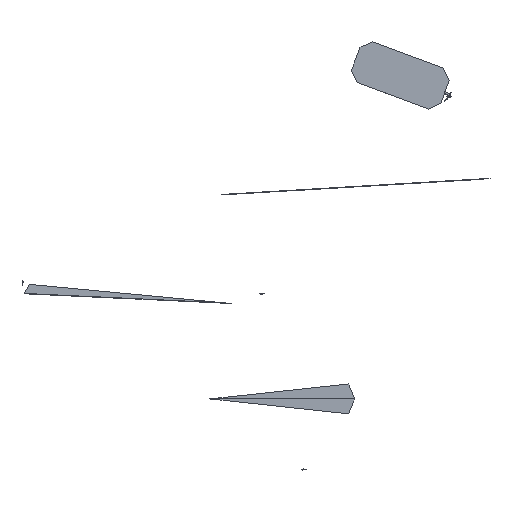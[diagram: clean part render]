
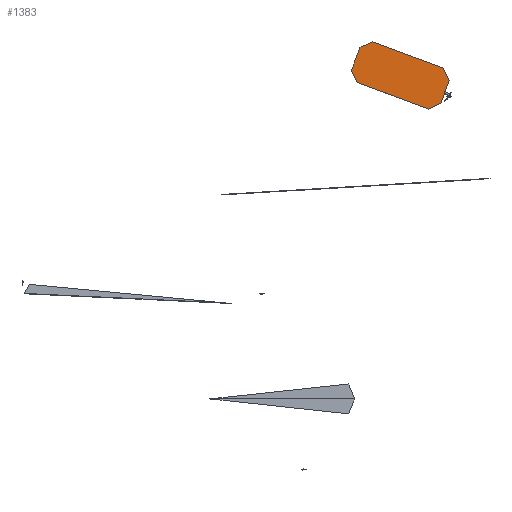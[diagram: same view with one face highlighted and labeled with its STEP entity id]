
A CAD part, top view. The second image highlights one B-rep face of the part: STEP entity #1383.
In plain terms, the highlighted free-form (B-spline) face has degree [1, 1] with [2, 2] control points.
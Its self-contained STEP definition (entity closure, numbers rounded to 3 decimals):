
#1132=B_SPLINE_SURFACE_WITH_KNOTS('',1,1,((#18184,#18185),(#18186,#18187)),
 .UNSPECIFIED.,.F.,.F.,.F.,(2,2),(2,2),(-157.547,17.505),
(-69.126,313.426),.UNSPECIFIED.);
#1383=ADVANCED_FACE('',(#2242),#1132,.T.);
#2242=FACE_OUTER_BOUND('',#3101,.T.);
#3101=EDGE_LOOP('',(#4047,#4048,#4049,#4050,#4051,#4052,#4053,#4054));
#4047=ORIENTED_EDGE('',*,*,#8506,.F.);
#4048=ORIENTED_EDGE('',*,*,#8503,.F.);
#4049=ORIENTED_EDGE('',*,*,#8500,.F.);
#4050=ORIENTED_EDGE('',*,*,#8497,.F.);
#4051=ORIENTED_EDGE('',*,*,#8494,.F.);
#4052=ORIENTED_EDGE('',*,*,#8491,.F.);
#4053=ORIENTED_EDGE('',*,*,#8488,.F.);
#4054=ORIENTED_EDGE('',*,*,#8484,.F.);
#8484=EDGE_CURVE('',#12354,#12355,#10741,.T.);
#8488=EDGE_CURVE('',#12355,#12358,#10745,.T.);
#8491=EDGE_CURVE('',#12358,#12360,#10748,.T.);
#8494=EDGE_CURVE('',#12360,#12362,#10751,.T.);
#8497=EDGE_CURVE('',#12362,#12364,#10754,.T.);
#8500=EDGE_CURVE('',#12364,#12366,#10757,.T.);
#8503=EDGE_CURVE('',#12366,#12368,#10760,.T.);
#8506=EDGE_CURVE('',#12368,#12354,#10763,.T.);
#10741=(
BOUNDED_CURVE()
B_SPLINE_CURVE(2,(#18208,#18209,#18210),.UNSPECIFIED.,.F.,.F.)
B_SPLINE_CURVE_WITH_KNOTS((3,3),(292.792,341.284),
 .UNSPECIFIED.)
CURVE()
GEOMETRIC_REPRESENTATION_ITEM()
RATIONAL_B_SPLINE_CURVE((1.,0.707,1.))
REPRESENTATION_ITEM('')
);
#10745=(
BOUNDED_CURVE()
B_SPLINE_CURVE(2,(#18218,#18219,#18220),.UNSPECIFIED.,.F.,.F.)
B_SPLINE_CURVE_WITH_KNOTS((3,3),(341.284,419.584),
 .UNSPECIFIED.)
CURVE()
GEOMETRIC_REPRESENTATION_ITEM()
RATIONAL_B_SPLINE_CURVE((1.,1.,1.))
REPRESENTATION_ITEM('')
);
#10748=(
BOUNDED_CURVE()
B_SPLINE_CURVE(2,(#18226,#18227,#18228),.UNSPECIFIED.,.F.,.F.)
B_SPLINE_CURVE_WITH_KNOTS((3,3),(419.584,468.076),
 .UNSPECIFIED.)
CURVE()
GEOMETRIC_REPRESENTATION_ITEM()
RATIONAL_B_SPLINE_CURVE((1.,0.707,1.))
REPRESENTATION_ITEM('')
);
#10751=(
BOUNDED_CURVE()
B_SPLINE_CURVE(2,(#18234,#18235,#18236),.UNSPECIFIED.,.F.,.F.)
B_SPLINE_CURVE_WITH_KNOTS((3,3),(468.076,712.376),
 .UNSPECIFIED.)
CURVE()
GEOMETRIC_REPRESENTATION_ITEM()
RATIONAL_B_SPLINE_CURVE((1.,1.,1.))
REPRESENTATION_ITEM('')
);
#10754=(
BOUNDED_CURVE()
B_SPLINE_CURVE(2,(#18242,#18243,#18244,#18245,#18246),.UNSPECIFIED.,.F.,
 .F.)
B_SPLINE_CURVE_WITH_KNOTS((3,2,3),(712.376,736.622,760.868),
 .UNSPECIFIED.)
CURVE()
GEOMETRIC_REPRESENTATION_ITEM()
RATIONAL_B_SPLINE_CURVE((1.,0.924,1.,0.924,1.))
REPRESENTATION_ITEM('')
);
#10757=(
BOUNDED_CURVE()
B_SPLINE_CURVE(2,(#18254,#18255,#18256),.UNSPECIFIED.,.F.,.F.)
B_SPLINE_CURVE_WITH_KNOTS((3,3),(760.868,839.168),
 .UNSPECIFIED.)
CURVE()
GEOMETRIC_REPRESENTATION_ITEM()
RATIONAL_B_SPLINE_CURVE((1.,1.,1.))
REPRESENTATION_ITEM('')
);
#10760=(
BOUNDED_CURVE()
B_SPLINE_CURVE(2,(#18262,#18263,#18264),.UNSPECIFIED.,.F.,.F.)
B_SPLINE_CURVE_WITH_KNOTS((3,3),(839.168,887.659),
 .UNSPECIFIED.)
CURVE()
GEOMETRIC_REPRESENTATION_ITEM()
RATIONAL_B_SPLINE_CURVE((1.,0.707,1.))
REPRESENTATION_ITEM('')
);
#10763=(
BOUNDED_CURVE()
B_SPLINE_CURVE(2,(#18270,#18271,#18272),.UNSPECIFIED.,.F.,.F.)
B_SPLINE_CURVE_WITH_KNOTS((3,3),(887.659,1131.959),
 .UNSPECIFIED.)
CURVE()
GEOMETRIC_REPRESENTATION_ITEM()
RATIONAL_B_SPLINE_CURVE((1.,1.,1.))
REPRESENTATION_ITEM('')
);
#12354=VERTEX_POINT('',#18192);
#12355=VERTEX_POINT('',#18193);
#12358=VERTEX_POINT('',#18196);
#12360=VERTEX_POINT('',#18198);
#12362=VERTEX_POINT('',#18200);
#12364=VERTEX_POINT('',#18202);
#12366=VERTEX_POINT('',#18204);
#12368=VERTEX_POINT('',#18206);
#18184=CARTESIAN_POINT('',(233.466,1187.302,487.865));
#18185=CARTESIAN_POINT('',(592.096,1054.144,487.865));
#18186=CARTESIAN_POINT('',(172.534,1023.196,487.865));
#18187=CARTESIAN_POINT('',(531.164,890.039,487.865));
#18192=CARTESIAN_POINT('',(243.431,1015.546,487.865));
#18193=CARTESIAN_POINT('',(225.236,1055.231,487.865));
#18196=CARTESIAN_POINT('',(252.49,1128.635,487.865));
#18198=CARTESIAN_POINT('',(292.176,1146.83,487.865));
#18200=CARTESIAN_POINT('',(521.199,1061.795,487.865));
#18202=CARTESIAN_POINT('',(539.394,1022.109,487.865));
#18204=CARTESIAN_POINT('',(512.14,948.705,487.865));
#18206=CARTESIAN_POINT('',(472.454,930.51,487.865));
#18208=CARTESIAN_POINT('',(243.431,1015.546,487.865));
#18209=CARTESIAN_POINT('',(214.49,1026.291,487.865));
#18210=CARTESIAN_POINT('',(225.236,1055.231,487.865));
#18218=CARTESIAN_POINT('',(225.236,1055.231,487.865));
#18219=CARTESIAN_POINT('',(238.863,1091.933,487.865));
#18220=CARTESIAN_POINT('',(252.49,1128.635,487.865));
#18226=CARTESIAN_POINT('',(252.49,1128.635,487.865));
#18227=CARTESIAN_POINT('',(263.236,1157.575,487.865));
#18228=CARTESIAN_POINT('',(292.176,1146.83,487.865));
#18234=CARTESIAN_POINT('',(292.176,1146.83,487.865));
#18235=CARTESIAN_POINT('',(406.688,1104.312,487.865));
#18236=CARTESIAN_POINT('',(521.199,1061.795,487.865));
#18242=CARTESIAN_POINT('',(521.199,1061.795,487.865));
#18243=CARTESIAN_POINT('',(533.187,1057.344,487.865));
#18244=CARTESIAN_POINT('',(538.516,1045.72,487.865));
#18245=CARTESIAN_POINT('',(543.845,1034.096,487.865));
#18246=CARTESIAN_POINT('',(539.394,1022.109,487.865));
#18254=CARTESIAN_POINT('',(539.394,1022.109,487.865));
#18255=CARTESIAN_POINT('',(525.767,985.407,487.865));
#18256=CARTESIAN_POINT('',(512.14,948.705,487.865));
#18262=CARTESIAN_POINT('',(512.14,948.705,487.865));
#18263=CARTESIAN_POINT('',(501.394,919.765,487.865));
#18264=CARTESIAN_POINT('',(472.454,930.51,487.865));
#18270=CARTESIAN_POINT('',(472.454,930.51,487.865));
#18271=CARTESIAN_POINT('',(357.942,973.028,487.865));
#18272=CARTESIAN_POINT('',(243.431,1015.546,487.865));
